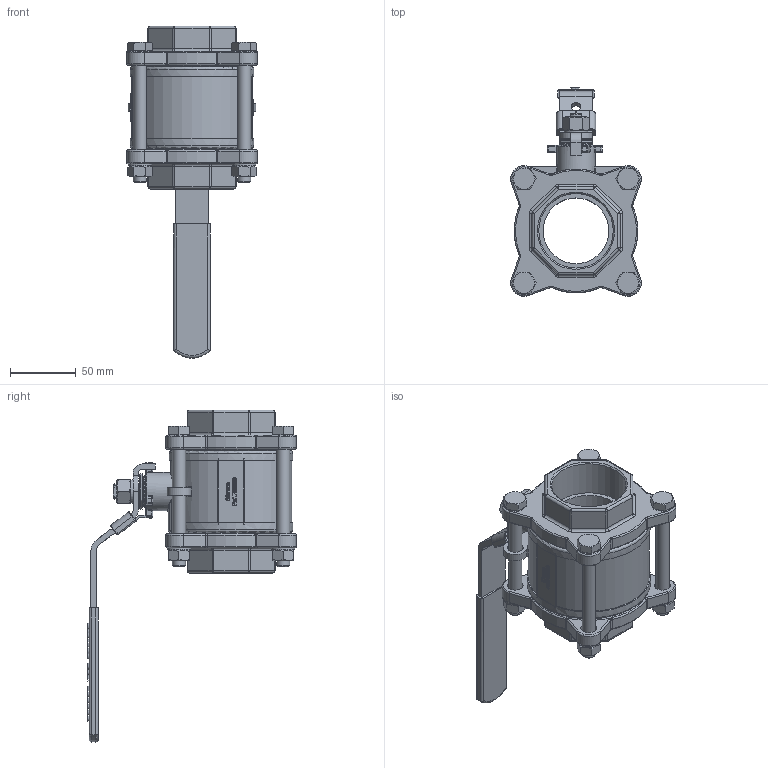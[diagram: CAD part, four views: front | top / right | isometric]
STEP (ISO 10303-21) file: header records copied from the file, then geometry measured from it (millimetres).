
FILE_DESCRIPTION(/* description */ ('790009'),/* implementation_level */ '2;1');
FILE_NAME(/* name */ '790009.stp',/* time_stamp */ '2015-02-11T11:28:44+01:00',/* author */ ('jmorand'),/* organization */ ('Sferaco'),/* preprocessor_version */ 'ST-DEVELOPER v15.6',/* originating_system */ 'Autodesk Inventor 2015',/* authorisation */ '');
FILE_SCHEMA (('AUTOMOTIVE_DESIGN { 1 0 10303 214 3 1 1 }'));
Length unit declared in the file: millimetre
Products named in the file (1): 790009_bd
Bounding box: 99.19 x 158.6 x 252.44 mm (x, y, z)
Volume: 574687.8 mm3; surface area: 114891.7 mm2
Topology: 1 solids, 2 shells, 1540 faces, 3885 edges, 2451 vertices
Faces by surface type: plane 610, bspline 445, cylinder 284, torus 121, cone 46, sphere 34
Full cylindrical faces by diameter (mm): 7.6 x1, 10 x8, 10.5 x4, 12 x11, 16 x4, 18 x5, 20 x1, 24 x1, 29 x1, 50 x1, 56.656 x2, 94 x1
Entity records: 50960 total; most frequent: CARTESIAN_POINT 15668, ORIENTED_EDGE 7594, DIRECTION 5788, EDGE_CURVE 3797, VERTEX_POINT 2428, LINE 1930, VECTOR 1930, AXIS2_PLACEMENT_3D 1929
